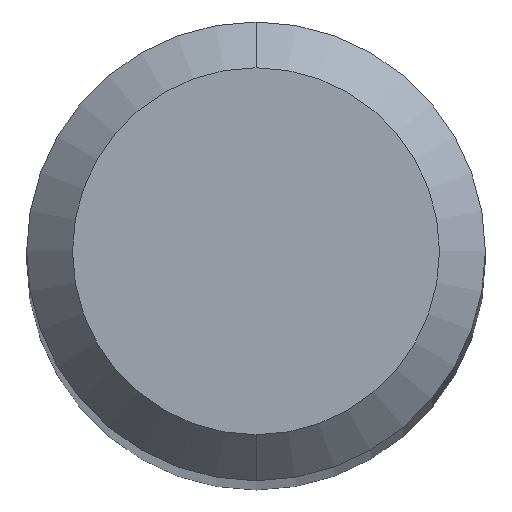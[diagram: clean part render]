
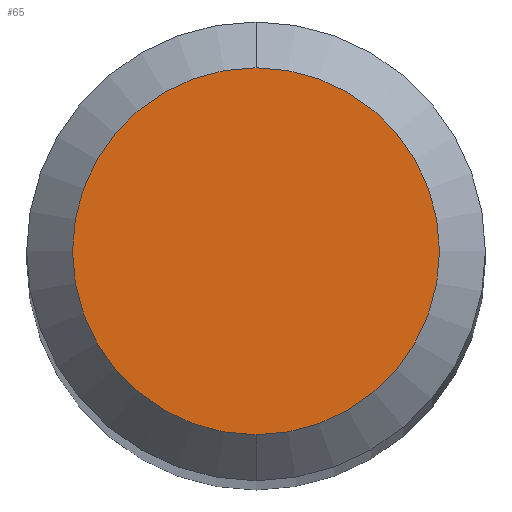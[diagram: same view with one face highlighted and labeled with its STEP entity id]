
A CAD part, top view. The second image highlights one B-rep face of the part: STEP entity #65.
In plain terms, the highlighted planar face has unit normal (0, 0, 1).
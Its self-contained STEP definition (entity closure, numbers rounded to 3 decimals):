
#50=PLANE('',#386);
#65=ADVANCED_FACE('',(#86),#50,.F.);
#86=FACE_OUTER_BOUND('',#101,.T.);
#101=EDGE_LOOP('',(#166,#167));
#114=CIRCLE('',#382,1.2);
#115=CIRCLE('',#384,1.2);
#166=ORIENTED_EDGE('',*,*,#208,.F.);
#167=ORIENTED_EDGE('',*,*,#206,.F.);
#181=VERTEX_POINT('',#560);
#182=VERTEX_POINT('',#562);
#206=EDGE_CURVE('',#181,#182,#114,.T.);
#208=EDGE_CURVE('',#182,#181,#115,.T.);
#382=AXIS2_PLACEMENT_3D('',#561,#478,#479);
#384=AXIS2_PLACEMENT_3D('',#565,#483,#484);
#386=AXIS2_PLACEMENT_3D('',#567,#487,#488);
#478=DIRECTION('',(0.,0.,-1.));
#479=DIRECTION('',(0.,-1.,0.));
#483=DIRECTION('',(0.,0.,-1.));
#484=DIRECTION('',(0.,1.,0.));
#487=DIRECTION('',(0.,0.,-1.));
#488=DIRECTION('',(0.,1.,0.));
#560=CARTESIAN_POINT('',(0.,-1.2,94.444));
#561=CARTESIAN_POINT('',(0.,0.,94.444));
#562=CARTESIAN_POINT('',(0.,1.2,94.444));
#565=CARTESIAN_POINT('',(0.,0.,94.444));
#567=CARTESIAN_POINT('',(0.,0.,94.444));
